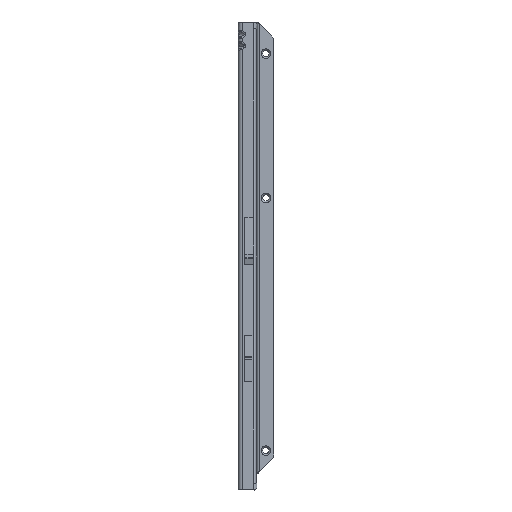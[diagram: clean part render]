
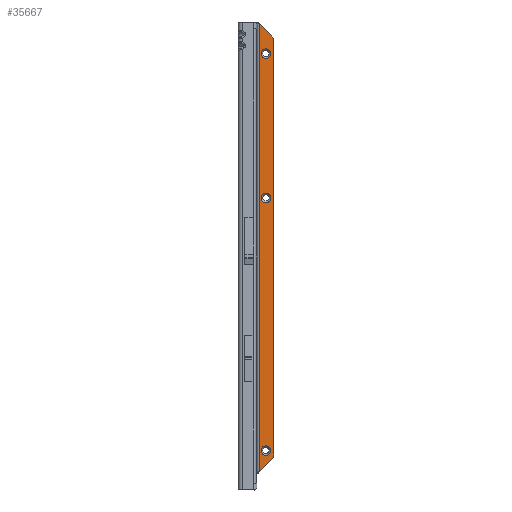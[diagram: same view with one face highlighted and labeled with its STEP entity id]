
A CAD part, front view. The second image highlights one B-rep face of the part: STEP entity #35667.
In plain terms, the highlighted planar face has unit normal (0, -1, 0).
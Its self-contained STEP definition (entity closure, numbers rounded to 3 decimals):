
#318 = CIRCLE ( 'NONE', #30605, 4.25 ) ;
#1170 = DIRECTION ( 'NONE',  ( -1., 0., 0. ) ) ;
#1352 = ORIENTED_EDGE ( 'NONE', *, *, #45353, .T. ) ;
#2707 = EDGE_LOOP ( 'NONE', ( #36807, #34813, #42197, #1352 ) ) ;
#2833 = DIRECTION ( 'NONE',  ( -1., 0., 0. ) ) ;
#5027 = ORIENTED_EDGE ( 'NONE', *, *, #9518, .T. ) ;
#5191 = CARTESIAN_POINT ( 'NONE',  ( 6.5, -1.5, -23.75 ) ) ;
#6155 = ORIENTED_EDGE ( 'NONE', *, *, #9460, .T. ) ;
#6293 = VECTOR ( 'NONE', #31568, 1000. ) ;
#6477 = CARTESIAN_POINT ( 'NONE',  ( 0.5, -1.5, -400. ) ) ;
#6490 = CARTESIAN_POINT ( 'NONE',  ( 0.5, -1.5, -1.258 ) ) ;
#7925 = VERTEX_POINT ( 'NONE', #8980 ) ;
#8299 = VECTOR ( 'NONE', #25280, 1000. ) ;
#8798 = LINE ( 'NONE', #21503, #8299 ) ;
#8926 = DIRECTION ( 'NONE',  ( 0., 1., 0. ) ) ;
#8980 = CARTESIAN_POINT ( 'NONE',  ( 0.5, -1.5, -398.742 ) ) ;
#9460 = EDGE_CURVE ( 'NONE', #10259, #43361, #15929, .T. ) ;
#9518 = EDGE_CURVE ( 'NONE', #46231, #12333, #38406, .T. ) ;
#9592 = DIRECTION ( 'NONE',  ( -1., 0., 0. ) ) ;
#10117 = CARTESIAN_POINT ( 'NONE',  ( 6.5, -1.5, -375.75 ) ) ;
#10259 = VERTEX_POINT ( 'NONE', #5191 ) ;
#11243 = DIRECTION ( 'NONE',  ( 0., 1., 0. ) ) ;
#11307 = ORIENTED_EDGE ( 'NONE', *, *, #38952, .T. ) ;
#12038 = EDGE_CURVE ( 'NONE', #7925, #29467, #8798, .T. ) ;
#12333 = VERTEX_POINT ( 'NONE', #47621 ) ;
#13255 = CARTESIAN_POINT ( 'NONE',  ( 6.5, -1.5, -156. ) ) ;
#13700 = VERTEX_POINT ( 'NONE', #6490 ) ;
#15041 = CARTESIAN_POINT ( 'NONE',  ( 0.121, -1.5, -0.879 ) ) ;
#15897 = FACE_BOUND ( 'NONE', #20250, .T. ) ;
#15929 = CIRCLE ( 'NONE', #23686, 4.25 ) ;
#16575 = LINE ( 'NONE', #20651, #19310 ) ;
#16801 = AXIS2_PLACEMENT_3D ( 'NONE', #13255, #8926, #51151 ) ;
#16886 = DIRECTION ( 'NONE',  ( 0., 1., 0. ) ) ;
#17558 = EDGE_CURVE ( 'NONE', #12333, #46231, #318, .T. ) ;
#18901 = DIRECTION ( 'NONE',  ( 0., 0., 1. ) ) ;
#19310 = VECTOR ( 'NONE', #29843, 1000. ) ;
#19616 = LINE ( 'NONE', #15041, #6293 ) ;
#20214 = DIRECTION ( 'NONE',  ( 0., 1., 0. ) ) ;
#20250 = EDGE_LOOP ( 'NONE', ( #29072, #23406 ) ) ;
#20284 = DIRECTION ( 'NONE',  ( 0., 1., 0. ) ) ;
#20651 = CARTESIAN_POINT ( 'NONE',  ( 13.5, -1.5, 0. ) ) ;
#20830 = DIRECTION ( 'NONE',  ( -1., 0., 0. ) ) ;
#21503 = CARTESIAN_POINT ( 'NONE',  ( 0.121, -1.5, -399.121 ) ) ;
#21535 = EDGE_LOOP ( 'NONE', ( #40211, #5027 ) ) ;
#22316 = AXIS2_PLACEMENT_3D ( 'NONE', #46272, #34077, #30292 ) ;
#22727 = VERTEX_POINT ( 'NONE', #47101 ) ;
#23406 = ORIENTED_EDGE ( 'NONE', *, *, #38575, .T. ) ;
#23686 = AXIS2_PLACEMENT_3D ( 'NONE', #49006, #20284, #20830 ) ;
#24284 = FACE_BOUND ( 'NONE', #29203, .T. ) ;
#25280 = DIRECTION ( 'NONE',  ( 0.707, 0., 0.707 ) ) ;
#25812 = CARTESIAN_POINT ( 'NONE',  ( 6.5, -1.5, -380. ) ) ;
#26852 = DIRECTION ( 'NONE',  ( 0., 1., 0. ) ) ;
#27187 = CARTESIAN_POINT ( 'NONE',  ( 6.5, -1.5, -32.25 ) ) ;
#27707 = EDGE_CURVE ( 'NONE', #47340, #13700, #19616, .T. ) ;
#28966 = CIRCLE ( 'NONE', #35881, 4.25 ) ;
#29072 = ORIENTED_EDGE ( 'NONE', *, *, #34139, .T. ) ;
#29203 = EDGE_LOOP ( 'NONE', ( #6155, #11307 ) ) ;
#29411 = FACE_BOUND ( 'NONE', #21535, .T. ) ;
#29467 = VERTEX_POINT ( 'NONE', #53321 ) ;
#29843 = DIRECTION ( 'NONE',  ( 0., 0., 1. ) ) ;
#30292 = DIRECTION ( 'NONE',  ( -1., 0., 0. ) ) ;
#30605 = AXIS2_PLACEMENT_3D ( 'NONE', #39895, #11243, #2833 ) ;
#31109 = LINE ( 'NONE', #6477, #32336 ) ;
#31568 = DIRECTION ( 'NONE',  ( -0.707, 0., 0.707 ) ) ;
#32179 = EDGE_CURVE ( 'NONE', #7925, #13700, #31109, .T. ) ;
#32336 = VECTOR ( 'NONE', #18901, 1000. ) ;
#32412 = FACE_OUTER_BOUND ( 'NONE', #2707, .T. ) ;
#34077 = DIRECTION ( 'NONE',  ( 0., 1., 0. ) ) ;
#34139 = EDGE_CURVE ( 'NONE', #48857, #22727, #28966, .T. ) ;
#34813 = ORIENTED_EDGE ( 'NONE', *, *, #32179, .F. ) ;
#35667 = ADVANCED_FACE ( 'NONE', ( #15897, #29411, #24284, #32412 ), #36700, .F. ) ;
#35881 = AXIS2_PLACEMENT_3D ( 'NONE', #46917, #26852, #9592 ) ;
#36700 = PLANE ( 'NONE',  #47258 ) ;
#36807 = ORIENTED_EDGE ( 'NONE', *, *, #27707, .T. ) ;
#38406 = CIRCLE ( 'NONE', #16801, 4.25 ) ;
#38575 = EDGE_CURVE ( 'NONE', #22727, #48857, #49921, .T. ) ;
#38952 = EDGE_CURVE ( 'NONE', #43361, #10259, #43912, .T. ) ;
#39895 = CARTESIAN_POINT ( 'NONE',  ( 6.5, -1.5, -156. ) ) ;
#40211 = ORIENTED_EDGE ( 'NONE', *, *, #17558, .T. ) ;
#40760 = CARTESIAN_POINT ( 'NONE',  ( 0., -1.5, -400. ) ) ;
#42197 = ORIENTED_EDGE ( 'NONE', *, *, #12038, .T. ) ;
#43361 = VERTEX_POINT ( 'NONE', #27187 ) ;
#43490 = CARTESIAN_POINT ( 'NONE',  ( 13.5, -1.5, -14.258 ) ) ;
#43912 = CIRCLE ( 'NONE', #22316, 4.25 ) ;
#45353 = EDGE_CURVE ( 'NONE', #29467, #47340, #16575, .T. ) ;
#46231 = VERTEX_POINT ( 'NONE', #50917 ) ;
#46272 = CARTESIAN_POINT ( 'NONE',  ( 6.5, -1.5, -28. ) ) ;
#46917 = CARTESIAN_POINT ( 'NONE',  ( 6.5, -1.5, -380. ) ) ;
#47101 = CARTESIAN_POINT ( 'NONE',  ( 6.5, -1.5, -384.25 ) ) ;
#47258 = AXIS2_PLACEMENT_3D ( 'NONE', #40760, #20214, #53244 ) ;
#47340 = VERTEX_POINT ( 'NONE', #43490 ) ;
#47621 = CARTESIAN_POINT ( 'NONE',  ( 6.5, -1.5, -151.75 ) ) ;
#48206 = AXIS2_PLACEMENT_3D ( 'NONE', #25812, #16886, #1170 ) ;
#48857 = VERTEX_POINT ( 'NONE', #10117 ) ;
#49006 = CARTESIAN_POINT ( 'NONE',  ( 6.5, -1.5, -28. ) ) ;
#49921 = CIRCLE ( 'NONE', #48206, 4.25 ) ;
#50917 = CARTESIAN_POINT ( 'NONE',  ( 6.5, -1.5, -160.25 ) ) ;
#51151 = DIRECTION ( 'NONE',  ( -1., 0., 0. ) ) ;
#53244 = DIRECTION ( 'NONE',  ( -1., 0., 0. ) ) ;
#53321 = CARTESIAN_POINT ( 'NONE',  ( 13.5, -1.5, -385.742 ) ) ;
